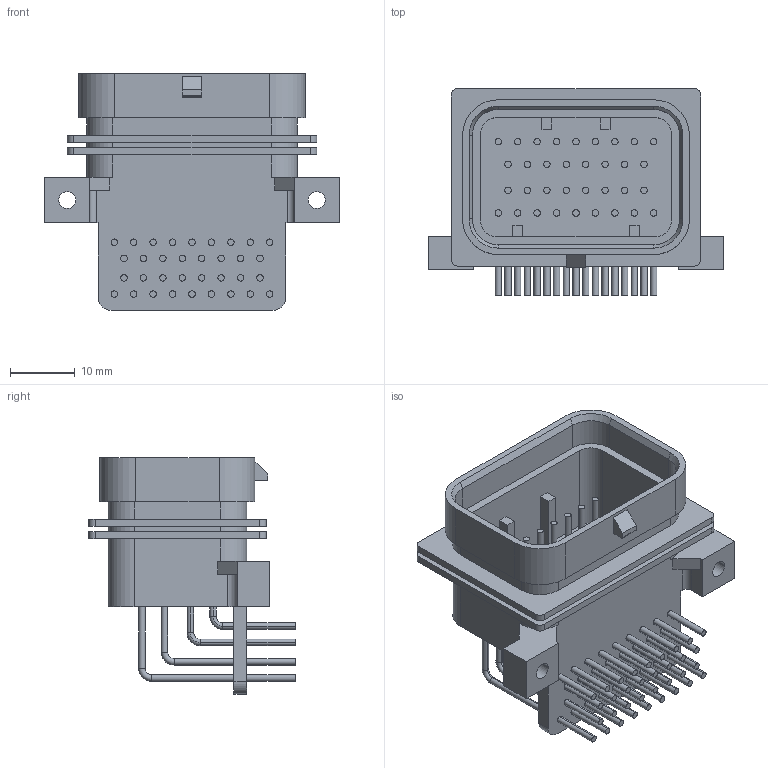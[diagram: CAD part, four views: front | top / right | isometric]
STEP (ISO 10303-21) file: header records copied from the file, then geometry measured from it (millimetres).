
FILE_DESCRIPTION((''),'2;1');
FILE_NAME('C-2-6437285-6','2010-02-15T',('workeradm'),(''),'PRO/ENGINEER BY PARAMETRIC TECHNOLOGY CORPORATION, 2008380','PRO/ENGINEER BY PARAMETRIC TECHNOLOGY CORPORATION, 2008380','');
FILE_SCHEMA(('AUTOMOTIVE_DESIGN { 1 0 10303 214 1 1 1 1 }'));
Length unit declared in the file: millimetre
Products named in the file (1): C-2-6437285-6
Bounding box: 45.5 x 31.9 x 36.5 mm (x, y, z)
Volume: 8437.8 mm3; surface area: 11899.5 mm2
Topology: 1 solids, 1 shells, 544 faces, 1254 edges, 788 vertices
Faces by surface type: cylinder 315, plane 157, torus 68, cone 4
Entity records: 15752 total; most frequent: DIRECTION 3044, CARTESIAN_POINT 2587, ORIENTED_EDGE 2508, EDGE_CURVE 1254, AXIS2_PLACEMENT_3D 1246, VERTEX_POINT 788, CIRCLE 702, EDGE_LOOP 692
